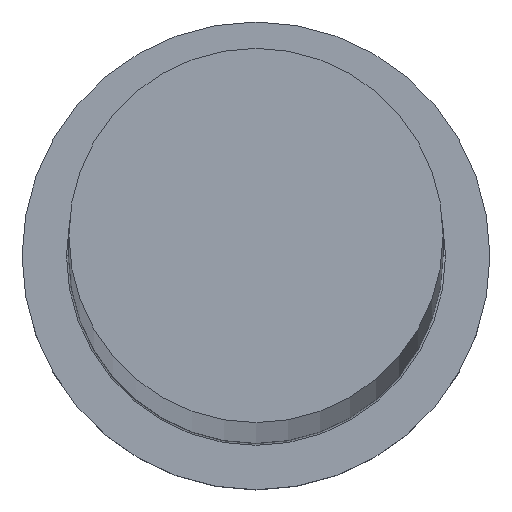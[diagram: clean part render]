
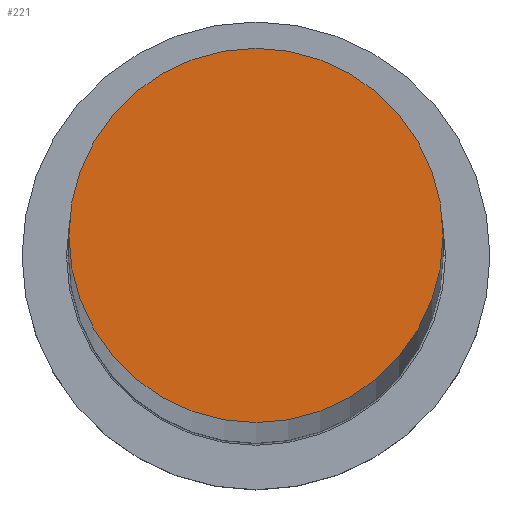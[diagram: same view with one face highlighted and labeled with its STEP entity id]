
A CAD part, top view. The second image highlights one B-rep face of the part: STEP entity #221.
In plain terms, the highlighted planar face has unit normal (0, 0, 1).
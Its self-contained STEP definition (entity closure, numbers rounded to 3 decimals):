
#2 = DIRECTION ( 'NONE',  ( 1., 0., 0. ) ) ;
#7 = EDGE_CURVE ( 'NONE', #276, #77, #74, .T. ) ;
#13 = CARTESIAN_POINT ( 'NONE',  ( 16., 0., 1010. ) ) ;
#43 = FACE_OUTER_BOUND ( 'NONE', #95, .T. ) ;
#63 = PLANE ( 'NONE',  #213 ) ;
#74 = CIRCLE ( 'NONE', #223, 16. ) ;
#75 = DIRECTION ( 'NONE',  ( 0., 0., 1. ) ) ;
#77 = VERTEX_POINT ( 'NONE', #13 ) ;
#88 = DIRECTION ( 'NONE',  ( 0., 0., 1. ) ) ;
#95 = EDGE_LOOP ( 'NONE', ( #178, #134 ) ) ;
#112 = CIRCLE ( 'NONE', #240, 16. ) ;
#133 = CARTESIAN_POINT ( 'NONE',  ( 0., 0., 1010. ) ) ;
#134 = ORIENTED_EDGE ( 'NONE', *, *, #189, .T. ) ;
#135 = CARTESIAN_POINT ( 'NONE',  ( -16., 0., 1010. ) ) ;
#138 = CARTESIAN_POINT ( 'NONE',  ( 0., 0., 1010. ) ) ;
#178 = ORIENTED_EDGE ( 'NONE', *, *, #7, .T. ) ;
#189 = EDGE_CURVE ( 'NONE', #77, #276, #112, .T. ) ;
#213 = AXIS2_PLACEMENT_3D ( 'NONE', #133, #88, #284 ) ;
#221 = ADVANCED_FACE ( 'NONE', ( #43 ), #63, .T. ) ;
#223 = AXIS2_PLACEMENT_3D ( 'NONE', #301, #75, #298 ) ;
#240 = AXIS2_PLACEMENT_3D ( 'NONE', #138, #262, #2 ) ;
#262 = DIRECTION ( 'NONE',  ( 0., 0., 1. ) ) ;
#276 = VERTEX_POINT ( 'NONE', #135 ) ;
#284 = DIRECTION ( 'NONE',  ( 1., 0., 0. ) ) ;
#298 = DIRECTION ( 'NONE',  ( 1., 0., 0. ) ) ;
#301 = CARTESIAN_POINT ( 'NONE',  ( 0., 0., 1010. ) ) ;
